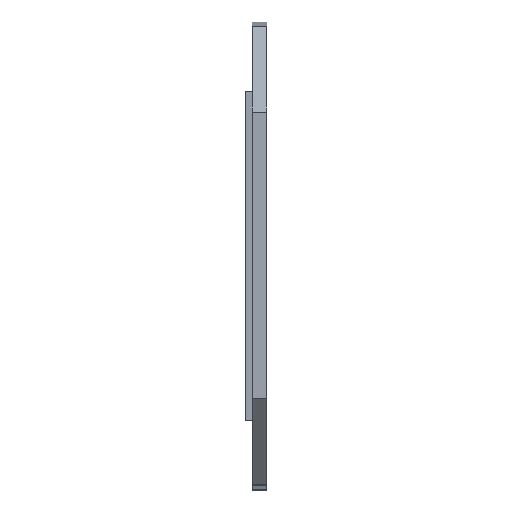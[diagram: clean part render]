
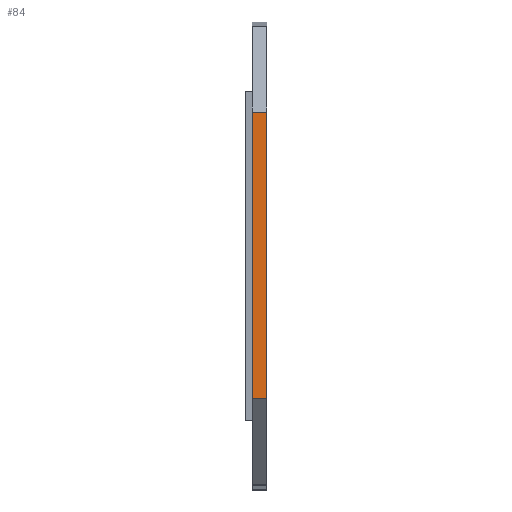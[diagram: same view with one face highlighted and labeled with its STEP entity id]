
A CAD part, top view. The second image highlights one B-rep face of the part: STEP entity #84.
In plain terms, the highlighted planar face has unit normal (0, 0, 1).
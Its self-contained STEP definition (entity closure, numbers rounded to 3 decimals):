
#37 = DIRECTION ( 'NONE',  ( -1., 0., 0. ) ) ;
#84 = ADVANCED_FACE ( 'NONE', ( #186 ), #166, .F. ) ;
#140 = VECTOR ( 'NONE', #300, 1000. ) ;
#143 = LINE ( 'NONE', #396, #140 ) ;
#147 = EDGE_CURVE ( 'NONE', #624, #788, #411, .T. ) ;
#154 = DIRECTION ( 'NONE',  ( -1., 0., 0. ) ) ;
#166 = PLANE ( 'NONE',  #954 ) ;
#186 = FACE_OUTER_BOUND ( 'NONE', #834, .T. ) ;
#258 = EDGE_CURVE ( 'NONE', #624, #575, #406, .T. ) ;
#300 = DIRECTION ( 'NONE',  ( 0., -1., 0. ) ) ;
#331 = CARTESIAN_POINT ( 'NONE',  ( 2., 20., 45. ) ) ;
#363 = VECTOR ( 'NONE', #154, 1000. ) ;
#364 = LINE ( 'NONE', #685, #363 ) ;
#371 = CARTESIAN_POINT ( 'NONE',  ( 2., 20., 45. ) ) ;
#381 = EDGE_CURVE ( 'NONE', #575, #390, #364, .T. ) ;
#382 = VECTOR ( 'NONE', #969, 1000. ) ;
#390 = VERTEX_POINT ( 'NONE', #927 ) ;
#396 = CARTESIAN_POINT ( 'NONE',  ( 0., 20., 45. ) ) ;
#405 = VECTOR ( 'NONE', #37, 1000. ) ;
#406 = LINE ( 'NONE', #371, #382 ) ;
#411 = LINE ( 'NONE', #331, #405 ) ;
#452 = ORIENTED_EDGE ( 'NONE', *, *, #258, .F. ) ;
#488 = ORIENTED_EDGE ( 'NONE', *, *, #381, .F. ) ;
#527 = ORIENTED_EDGE ( 'NONE', *, *, #147, .T. ) ;
#575 = VERTEX_POINT ( 'NONE', #657 ) ;
#608 = DIRECTION ( 'NONE',  ( 0., 0., -1. ) ) ;
#624 = VERTEX_POINT ( 'NONE', #988 ) ;
#657 = CARTESIAN_POINT ( 'NONE',  ( 2., -20., 45. ) ) ;
#672 = ORIENTED_EDGE ( 'NONE', *, *, #922, .T. ) ;
#681 = DIRECTION ( 'NONE',  ( -1., 0., 0. ) ) ;
#685 = CARTESIAN_POINT ( 'NONE',  ( 2., -20., 45. ) ) ;
#723 = CARTESIAN_POINT ( 'NONE',  ( 2., 20., 45. ) ) ;
#747 = CARTESIAN_POINT ( 'NONE',  ( 0., 20., 45. ) ) ;
#788 = VERTEX_POINT ( 'NONE', #747 ) ;
#834 = EDGE_LOOP ( 'NONE', ( #672, #488, #452, #527 ) ) ;
#922 = EDGE_CURVE ( 'NONE', #788, #390, #143, .T. ) ;
#927 = CARTESIAN_POINT ( 'NONE',  ( 0., -20., 45. ) ) ;
#954 = AXIS2_PLACEMENT_3D ( 'NONE', #723, #608, #681 ) ;
#969 = DIRECTION ( 'NONE',  ( 0., -1., 0. ) ) ;
#988 = CARTESIAN_POINT ( 'NONE',  ( 2., 20., 45. ) ) ;
